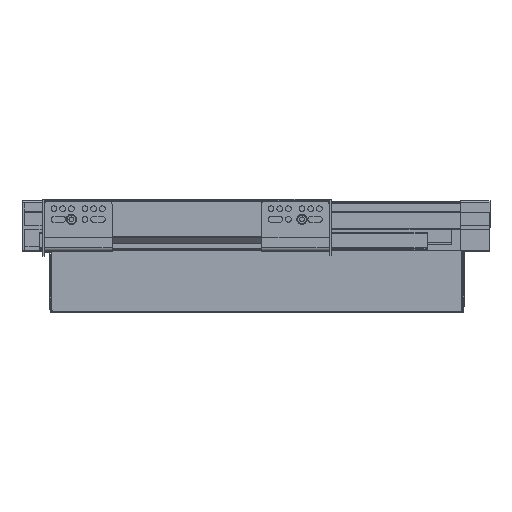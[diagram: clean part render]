
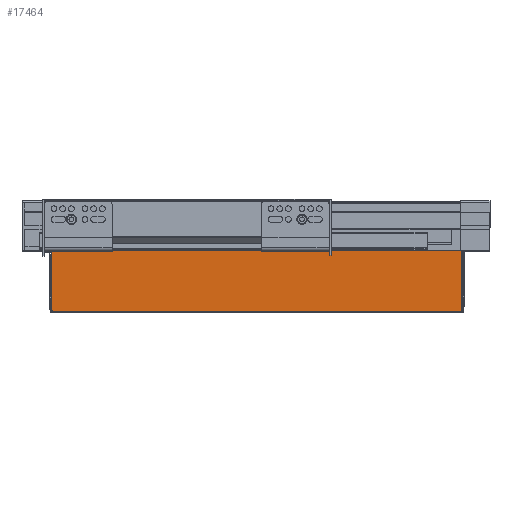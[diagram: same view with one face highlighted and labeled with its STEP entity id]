
A CAD part, top view. The second image highlights one B-rep face of the part: STEP entity #17464.
In plain terms, the highlighted planar face has unit normal (0, -0.018, 1).
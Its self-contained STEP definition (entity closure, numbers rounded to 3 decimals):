
#714=PLANE('',#18981);
#1436=FACE_OUTER_BOUND('',#2515,.T.);
#2515=EDGE_LOOP('',(#14622,#14623,#14624,#14625,#14626,#14627));
#4007=LINE('',#27310,#5797);
#4035=LINE('',#27426,#5825);
#4233=LINE('',#28189,#6023);
#4234=LINE('',#28191,#6024);
#5797=VECTOR('',#22267,10.);
#5825=VECTOR('',#22343,10.);
#6023=VECTOR('',#22955,10.);
#6024=VECTOR('',#22958,10.);
#6902=CIRCLE('',#18811,2.5);
#7066=CIRCLE('',#18978,2.5);
#8157=VERTEX_POINT('',#27307);
#8158=VERTEX_POINT('',#27309);
#8197=VERTEX_POINT('',#27423);
#8198=VERTEX_POINT('',#27425);
#8240=VERTEX_POINT('',#27542);
#8556=VERTEX_POINT('',#28185);
#10288=EDGE_CURVE('',#8158,#8157,#4007,.T.);
#10334=EDGE_CURVE('',#8197,#8198,#4035,.T.);
#10394=EDGE_CURVE('',#8157,#8240,#6902,.T.);
#10717=EDGE_CURVE('',#8556,#8198,#7066,.T.);
#10719=EDGE_CURVE('',#8240,#8556,#4233,.T.);
#10720=EDGE_CURVE('',#8158,#8197,#4234,.T.);
#14622=ORIENTED_EDGE('',*,*,#10394,.T.);
#14623=ORIENTED_EDGE('',*,*,#10719,.T.);
#14624=ORIENTED_EDGE('',*,*,#10717,.T.);
#14625=ORIENTED_EDGE('',*,*,#10334,.F.);
#14626=ORIENTED_EDGE('',*,*,#10720,.F.);
#14627=ORIENTED_EDGE('',*,*,#10288,.T.);
#17464=ADVANCED_FACE('',(#1436),#714,.T.);
#18811=AXIS2_PLACEMENT_3D('',#27544,#22456,#22457);
#18978=AXIS2_PLACEMENT_3D('',#28186,#22949,#22950);
#18981=AXIS2_PLACEMENT_3D('',#28190,#22956,#22957);
#22267=DIRECTION('',(0.,-1.,-0.017));
#22343=DIRECTION('',(0.,-1.,-0.017));
#22456=DIRECTION('center_axis',(0.,0.017,
-1.));
#22457=DIRECTION('ref_axis',(0.,1.,0.017));
#22949=DIRECTION('center_axis',(0.,0.017,
-1.));
#22950=DIRECTION('ref_axis',(0.,1.,0.017));
#22955=DIRECTION('',(1.,0.,0.));
#22956=DIRECTION('center_axis',(0.,-0.017,
1.));
#22957=DIRECTION('ref_axis',(0.,-1.,-0.017));
#22958=DIRECTION('',(1.,0.,0.));
#27307=CARTESIAN_POINT('',(28.,-60.745,541.102));
#27309=CARTESIAN_POINT('',(28.,47.,542.983));
#27310=CARTESIAN_POINT('',(28.,47.,542.983));
#27423=CARTESIAN_POINT('',(452.,47.,542.983));
#27425=CARTESIAN_POINT('',(452.,-61.613,541.087));
#27426=CARTESIAN_POINT('',(452.,47.,542.983));
#27542=CARTESIAN_POINT('',(29.211,-62.,541.08));
#27544=CARTESIAN_POINT('Origin',(26.92,-63.,541.063));
#28185=CARTESIAN_POINT('',(451.789,-62.,541.08));
#28186=CARTESIAN_POINT('Origin',(454.08,-63.,541.063));
#28189=CARTESIAN_POINT('',(28.,-62.,541.08));
#28190=CARTESIAN_POINT('Origin',(28.,47.,542.983));
#28191=CARTESIAN_POINT('',(28.,47.,542.983));
